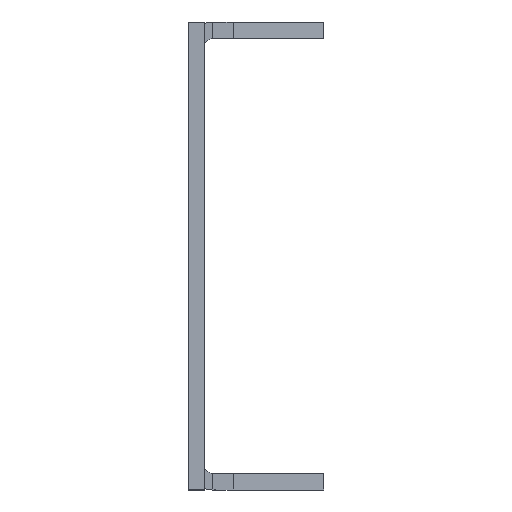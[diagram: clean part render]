
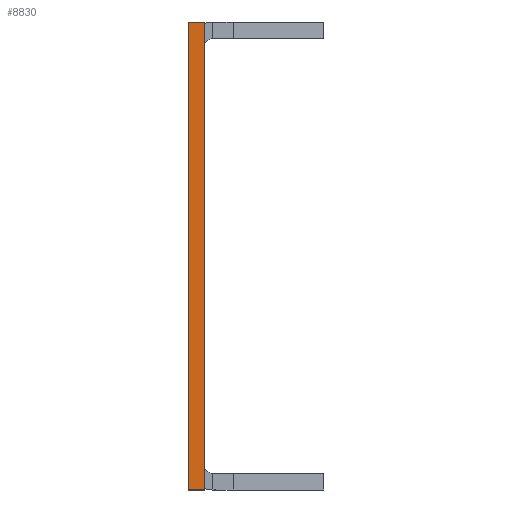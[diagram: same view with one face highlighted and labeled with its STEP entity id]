
A CAD part, left-side view. The second image highlights one B-rep face of the part: STEP entity #8830.
In plain terms, the highlighted planar face has unit normal (-1, 0, 0).
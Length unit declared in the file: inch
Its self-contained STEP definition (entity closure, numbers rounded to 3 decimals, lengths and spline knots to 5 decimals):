
#75 = VECTOR ( 'NONE', #11072, 39.37008 ) ;
#886 = CARTESIAN_POINT ( 'NONE',  ( -9.5, -38.1572, -0.865 ) ) ;
#2193 = DIRECTION ( 'NONE',  ( -1., 0., 0. ) ) ;
#3671 = LINE ( 'NONE', #11616, #24859 ) ;
#4881 = CARTESIAN_POINT ( 'NONE',  ( -9.5, 0.06, 0.865 ) ) ;
#4921 = VERTEX_POINT ( 'NONE', #18155 ) ;
#6329 = DIRECTION ( 'NONE',  ( 0., 0., 1. ) ) ;
#7333 = EDGE_LOOP ( 'NONE', ( #9997, #25928, #22264, #13896 ) ) ;
#8066 = LINE ( 'NONE', #24771, #8458 ) ;
#8458 = VECTOR ( 'NONE', #14095, 39.37008 ) ;
#8761 = DIRECTION ( 'NONE',  ( 0., 0., 1. ) ) ;
#8830 = ADVANCED_FACE ( 'NONE', ( #15676 ), #29760, .T. ) ;
#9514 = EDGE_CURVE ( 'NONE', #15778, #4921, #26707, .T. ) ;
#9997 = ORIENTED_EDGE ( 'NONE', *, *, #20267, .F. ) ;
#10129 = AXIS2_PLACEMENT_3D ( 'NONE', #32328, #2193, #32552 ) ;
#11072 = DIRECTION ( 'NONE',  ( 0., 1., 0. ) ) ;
#11616 = CARTESIAN_POINT ( 'NONE',  ( -9.5, 0.06, 0.865 ) ) ;
#12113 = EDGE_CURVE ( 'NONE', #15778, #32917, #21740, .T. ) ;
#13896 = ORIENTED_EDGE ( 'NONE', *, *, #25971, .T. ) ;
#14095 = DIRECTION ( 'NONE',  ( 0., 1., 0. ) ) ;
#15676 = FACE_OUTER_BOUND ( 'NONE', #7333, .T. ) ;
#15766 = VERTEX_POINT ( 'NONE', #4881 ) ;
#15778 = VERTEX_POINT ( 'NONE', #28098 ) ;
#18155 = CARTESIAN_POINT ( 'NONE',  ( -9.5, 0.06, -0.865 ) ) ;
#20267 = EDGE_CURVE ( 'NONE', #4921, #15766, #3671, .T. ) ;
#21740 = LINE ( 'NONE', #24058, #30104 ) ;
#22264 = ORIENTED_EDGE ( 'NONE', *, *, #12113, .T. ) ;
#24058 = CARTESIAN_POINT ( 'NONE',  ( -9.5, 0., 0.865 ) ) ;
#24771 = CARTESIAN_POINT ( 'NONE',  ( -9.5, -38.1572, 0.865 ) ) ;
#24859 = VECTOR ( 'NONE', #8761, 39.37008 ) ;
#25928 = ORIENTED_EDGE ( 'NONE', *, *, #9514, .F. ) ;
#25971 = EDGE_CURVE ( 'NONE', #32917, #15766, #8066, .T. ) ;
#26707 = LINE ( 'NONE', #886, #75 ) ;
#27442 = CARTESIAN_POINT ( 'NONE',  ( -9.5, 0., 0.865 ) ) ;
#28098 = CARTESIAN_POINT ( 'NONE',  ( -9.5, 0., -0.865 ) ) ;
#29760 = PLANE ( 'NONE',  #10129 ) ;
#30104 = VECTOR ( 'NONE', #6329, 39.37008 ) ;
#32328 = CARTESIAN_POINT ( 'NONE',  ( -9.5, -38.1572, 0.865 ) ) ;
#32552 = DIRECTION ( 'NONE',  ( 0., 0., 1. ) ) ;
#32917 = VERTEX_POINT ( 'NONE', #27442 ) ;
